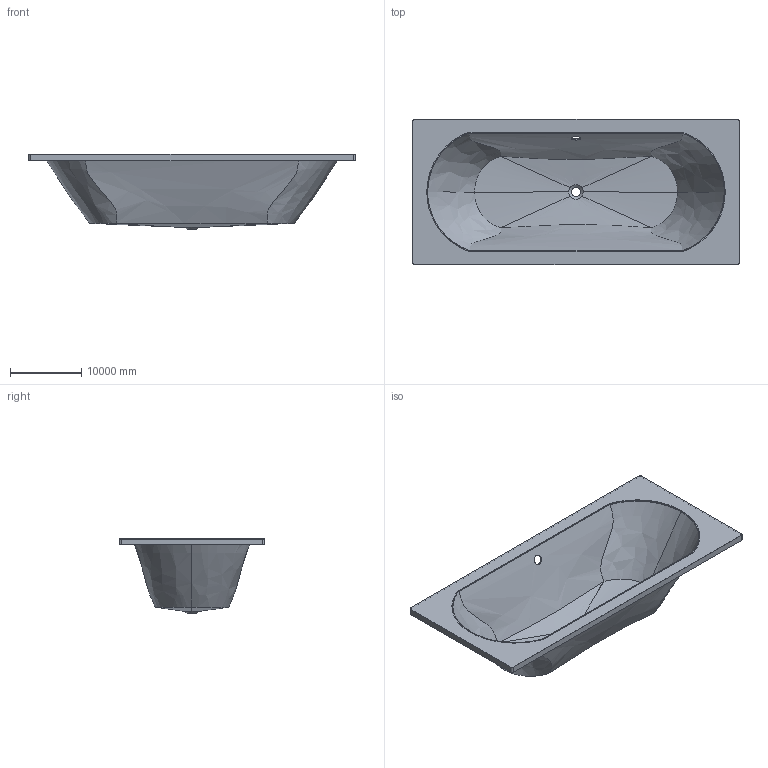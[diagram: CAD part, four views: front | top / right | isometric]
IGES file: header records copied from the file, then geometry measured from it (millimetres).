
Global section: file name: BSA-1803HWC; native system: AutoCAD 2016 - English; preprocessor: Autodesk Translation Framework DWG producer (atf_dwg_producer); organization: unknown; date: 20170428.095215; units: inch
Bounding box: 45720 x 20320 x 10541 mm (x, y, z)
Volume: 240294946451.1 mm3; surface area: 3192609073 mm2
Topology: 2 solids, 2 shells, 52 faces, 136 edges, 88 vertices
Faces by surface type: bspline 52
